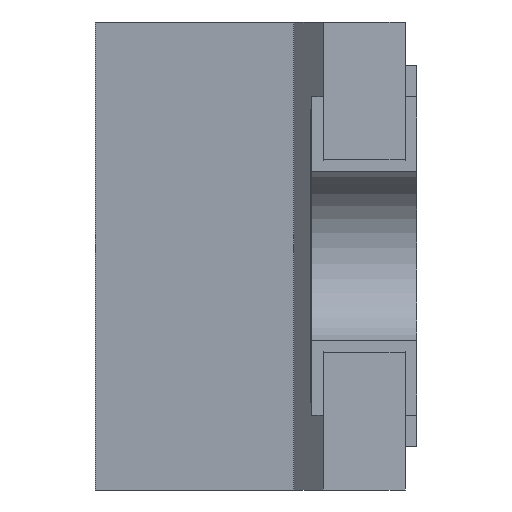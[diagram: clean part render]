
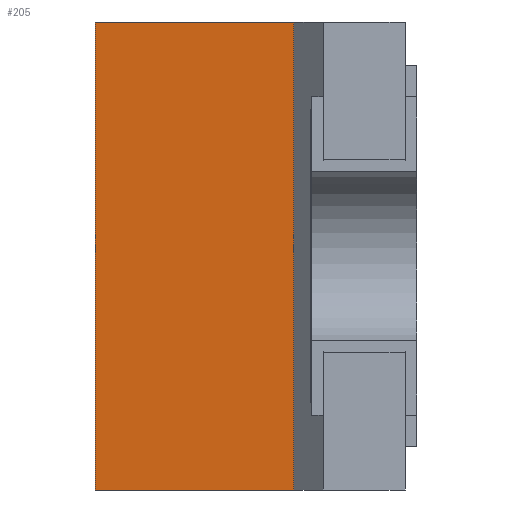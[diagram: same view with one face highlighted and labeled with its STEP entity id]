
A CAD part, left-side view. The second image highlights one B-rep face of the part: STEP entity #205.
In plain terms, the highlighted planar face has unit normal (-0.996, 0.087, 0).
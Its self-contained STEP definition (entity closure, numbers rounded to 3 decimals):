
#205 = ADVANCED_FACE ( 'NONE', ( #1252 ), #1251, .T. ) ;
#206 = EDGE_LOOP ( 'NONE', ( #207, #210, #213, #264 ) ) ;
#207 = ORIENTED_EDGE ( 'NONE', *, *, #208, .F. ) ;
#208 = EDGE_CURVE ( 'NONE', #209, #261, #1246, .T. ) ;
#209 = VERTEX_POINT ( 'NONE', #1242 ) ;
#210 = ORIENTED_EDGE ( 'NONE', *, *, #211, .F. ) ;
#211 = EDGE_CURVE ( 'NONE', #212, #209, #1241, .T. ) ;
#212 = VERTEX_POINT ( 'NONE', #1237 ) ;
#213 = ORIENTED_EDGE ( 'NONE', *, *, #263, .T. ) ;
#261 = VERTEX_POINT ( 'NONE', #1298 ) ;
#263 = EDGE_CURVE ( 'NONE', #212, #279, #1297, .T. ) ;
#264 = ORIENTED_EDGE ( 'NONE', *, *, #278, .T. ) ;
#278 = EDGE_CURVE ( 'NONE', #279, #261, #1334, .T. ) ;
#279 = VERTEX_POINT ( 'NONE', #1330 ) ;
#1237 = CARTESIAN_POINT ( 'NONE',  ( -0.52, 0.39, -0.4 ) ) ;
#1238 = DIRECTION ( 'NONE',  ( 0., 0., 1. ) ) ;
#1239 = VECTOR ( 'NONE', #1238, 1000. ) ;
#1240 = CARTESIAN_POINT ( 'NONE',  ( -0.52, 0.39, -0.4 ) ) ;
#1241 = LINE ( 'NONE', #1240, #1239 ) ;
#1242 = CARTESIAN_POINT ( 'NONE',  ( -0.52, 0.39, 0.4 ) ) ;
#1243 = DIRECTION ( 'NONE',  ( -0.087, -0.996, 0. ) ) ;
#1244 = VECTOR ( 'NONE', #1243, 1000. ) ;
#1245 = CARTESIAN_POINT ( 'NONE',  ( -0.52, 0.39, 0.4 ) ) ;
#1246 = LINE ( 'NONE', #1245, #1244 ) ;
#1247 = DIRECTION ( 'NONE',  ( -0.087, -0.996, 0. ) ) ;
#1248 = DIRECTION ( 'NONE',  ( -0.996, 0.087, 0. ) ) ;
#1249 = CARTESIAN_POINT ( 'NONE',  ( -0.52, 0.39, -0.4 ) ) ;
#1250 = AXIS2_PLACEMENT_3D ( 'NONE', #1249, #1248, #1247 ) ;
#1251 = PLANE ( 'NONE',  #1250 ) ;
#1252 = FACE_OUTER_BOUND ( 'NONE', #206, .T. ) ;
#1294 = DIRECTION ( 'NONE',  ( -0.087, -0.996, 0. ) ) ;
#1295 = VECTOR ( 'NONE', #1294, 1000. ) ;
#1296 = CARTESIAN_POINT ( 'NONE',  ( -0.52, 0.39, -0.4 ) ) ;
#1297 = LINE ( 'NONE', #1296, #1295 ) ;
#1298 = CARTESIAN_POINT ( 'NONE',  ( -0.55, 0.05, 0.4 ) ) ;
#1330 = CARTESIAN_POINT ( 'NONE',  ( -0.55, 0.05, -0.4 ) ) ;
#1331 = DIRECTION ( 'NONE',  ( 0., 0., 1. ) ) ;
#1332 = VECTOR ( 'NONE', #1331, 1000. ) ;
#1333 = CARTESIAN_POINT ( 'NONE',  ( -0.55, 0.05, -0.4 ) ) ;
#1334 = LINE ( 'NONE', #1333, #1332 ) ;
